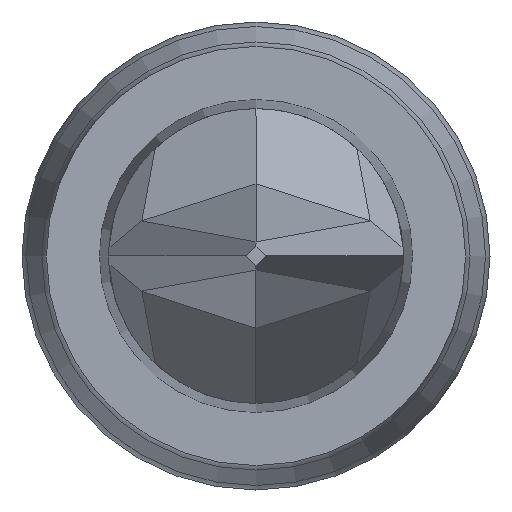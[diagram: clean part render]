
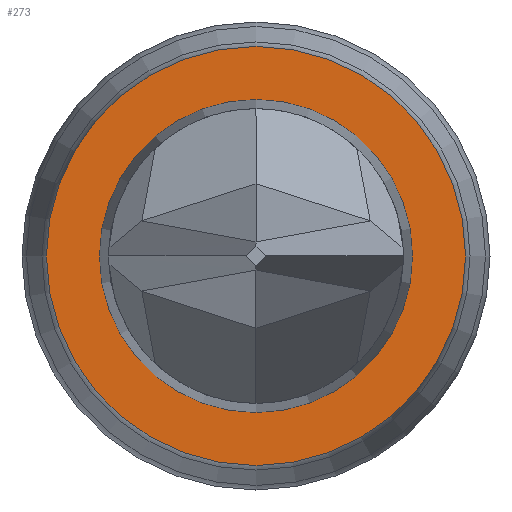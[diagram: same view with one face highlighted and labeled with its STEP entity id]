
A CAD part, left-side view. The second image highlights one B-rep face of the part: STEP entity #273.
In plain terms, the highlighted planar face has unit normal (-1, 0, 0).
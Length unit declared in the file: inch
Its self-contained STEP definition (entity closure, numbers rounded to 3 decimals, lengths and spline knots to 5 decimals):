
#75 = DIRECTION ( 'NONE',  ( -1., 0., 0. ) ) ;
#99 = ORIENTED_EDGE ( 'NONE', *, *, #968, .T. ) ;
#132 = EDGE_CURVE ( 'NONE', #774, #774, #875, .T. ) ;
#194 = CARTESIAN_POINT ( 'NONE',  ( 0., 0., 0.01344 ) ) ;
#249 = AXIS2_PLACEMENT_3D ( 'NONE', #901, #352, #1197 ) ;
#273 = ADVANCED_FACE ( 'NONE', ( #859, #291 ), #909, .T. ) ;
#291 = FACE_OUTER_BOUND ( 'NONE', #764, .T. ) ;
#334 = CARTESIAN_POINT ( 'NONE',  ( 0., 0., 0. ) ) ;
#352 = DIRECTION ( 'NONE',  ( -1., 0., 0. ) ) ;
#416 = AXIS2_PLACEMENT_3D ( 'NONE', #463, #447, #1016 ) ;
#447 = DIRECTION ( 'NONE',  ( -1., 0., 0. ) ) ;
#463 = CARTESIAN_POINT ( 'NONE',  ( 0., 0., 0.018 ) ) ;
#581 = CIRCLE ( 'NONE', #1133, 0.018 ) ;
#595 = ORIENTED_EDGE ( 'NONE', *, *, #132, .F. ) ;
#649 = VERTEX_POINT ( 'NONE', #836 ) ;
#764 = EDGE_LOOP ( 'NONE', ( #99 ) ) ;
#774 = VERTEX_POINT ( 'NONE', #194 ) ;
#836 = CARTESIAN_POINT ( 'NONE',  ( 0., -0.018, 0. ) ) ;
#859 = FACE_BOUND ( 'NONE', #1195, .T. ) ;
#875 = CIRCLE ( 'NONE', #249, 0.01344 ) ;
#901 = CARTESIAN_POINT ( 'NONE',  ( 0., 0., 0. ) ) ;
#905 = DIRECTION ( 'NONE',  ( 0., -1., 0. ) ) ;
#909 = PLANE ( 'NONE',  #416 ) ;
#968 = EDGE_CURVE ( 'NONE', #649, #649, #581, .T. ) ;
#1016 = DIRECTION ( 'NONE',  ( 0., -1., 0. ) ) ;
#1133 = AXIS2_PLACEMENT_3D ( 'NONE', #334, #75, #905 ) ;
#1195 = EDGE_LOOP ( 'NONE', ( #595 ) ) ;
#1197 = DIRECTION ( 'NONE',  ( 0., 0., 1. ) ) ;
